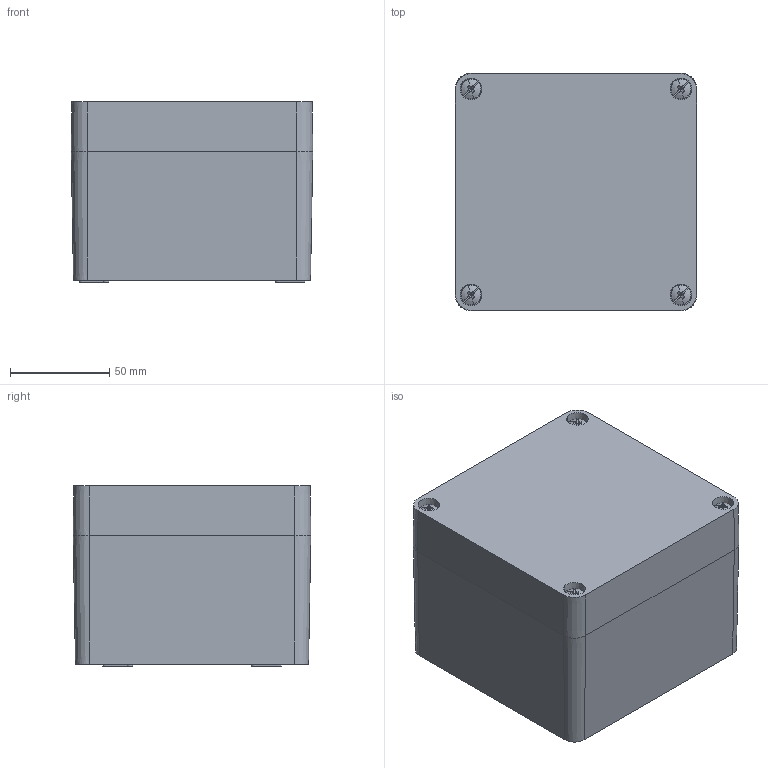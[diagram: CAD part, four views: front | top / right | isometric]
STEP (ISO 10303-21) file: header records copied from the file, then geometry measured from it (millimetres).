
FILE_DESCRIPTION(('CATIA V5R24 STEP','CAx-IF Rec.Pracs.--- Model Styling and Organization---1.2---2011-12-15'),'2;1');
FILE_NAME ('010906-5_1', '2018-04-24T11:03:48+00:00', ('Weidmueller Interface'), ('Weidmueller'), 'CATIA Version 5-6 Release 2014 SP4 HF52', 'CATIA V5 STEP AP214', 'none');
FILE_SCHEMA(('AUTOMOTIVE_DESIGN { 1 0 10303 214 1 1 1 1 }'));
Length unit declared in the file: millimetre
Products named in the file (1): KLIPPON_POK_121209
Bounding box: 122 x 120 x 91 mm (x, y, z)
Volume: 384351.2 mm3; surface area: 156429.4 mm2
Topology: 7 solids, 7 shells, 627 faces, 1492 edges, 886 vertices
Faces by surface type: plane 251, cone 200, cylinder 112, torus 48, sphere 16
Entity records: 16647 total; most frequent: CARTESIAN_POINT 3753, ORIENTED_EDGE 2920, DIRECTION 2056, EDGE_CURVE 1460, AXIS2_PLACEMENT_3D 1031, VERTEX_POINT 886, EDGE_LOOP 684, ADVANCED_FACE 627
